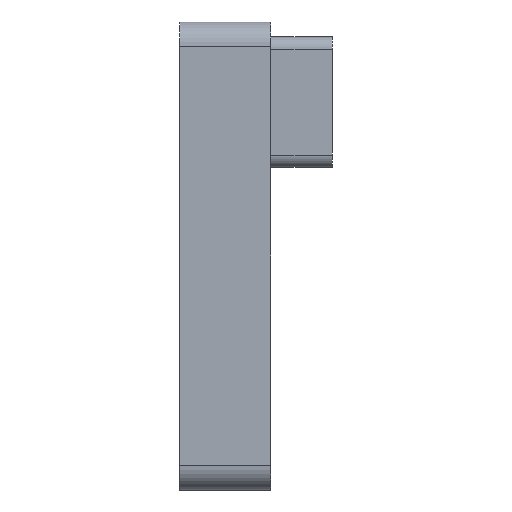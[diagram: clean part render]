
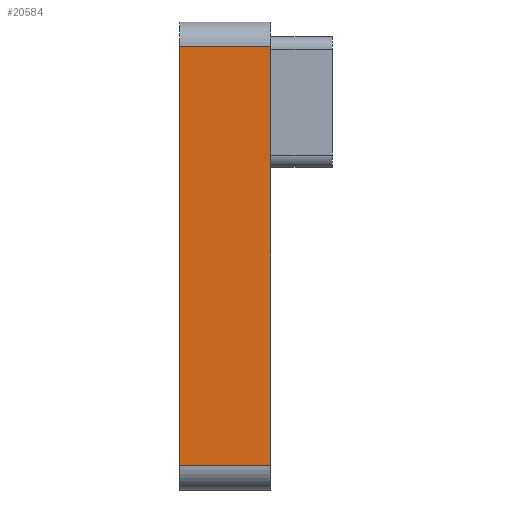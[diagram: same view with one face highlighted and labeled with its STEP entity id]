
A CAD part, front view. The second image highlights one B-rep face of the part: STEP entity #20584.
In plain terms, the highlighted planar face has unit normal (0, -1, 0).
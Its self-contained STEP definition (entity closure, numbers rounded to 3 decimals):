
#499 = CARTESIAN_POINT ( 'NONE',  ( -1.85, -15.5, -8.5 ) ) ;
#1933 = VECTOR ( 'NONE', #17564, 1000. ) ;
#2284 = PLANE ( 'NONE',  #14385 ) ;
#2439 = DIRECTION ( 'NONE',  ( 0., 0., 1. ) ) ;
#2485 = CARTESIAN_POINT ( 'NONE',  ( 1.85, -15.5, 8.5 ) ) ;
#2895 = CARTESIAN_POINT ( 'NONE',  ( -1.85, -15.5, 8.5 ) ) ;
#4426 = VECTOR ( 'NONE', #5952, 1000. ) ;
#4449 = VERTEX_POINT ( 'NONE', #20599 ) ;
#4922 = LINE ( 'NONE', #2485, #4426 ) ;
#5088 = LINE ( 'NONE', #11078, #1933 ) ;
#5406 = EDGE_LOOP ( 'NONE', ( #7215, #12790, #15744, #15206 ) ) ;
#5952 = DIRECTION ( 'NONE',  ( 0., 0., -1. ) ) ;
#7215 = ORIENTED_EDGE ( 'NONE', *, *, #8342, .T. ) ;
#7529 = LINE ( 'NONE', #2895, #12842 ) ;
#8342 = EDGE_CURVE ( 'NONE', #4449, #18307, #7529, .T. ) ;
#9135 = VERTEX_POINT ( 'NONE', #11388 ) ;
#9284 = VECTOR ( 'NONE', #20565, 1000. ) ;
#10410 = CARTESIAN_POINT ( 'NONE',  ( 1.85, -15.5, -8.5 ) ) ;
#11078 = CARTESIAN_POINT ( 'NONE',  ( 1.85, -15.5, 8.5 ) ) ;
#11388 = CARTESIAN_POINT ( 'NONE',  ( 1.85, -15.5, 8.5 ) ) ;
#11451 = EDGE_CURVE ( 'NONE', #9135, #4449, #5088, .T. ) ;
#12074 = CARTESIAN_POINT ( 'NONE',  ( 1.85, -15.5, -8.5 ) ) ;
#12790 = ORIENTED_EDGE ( 'NONE', *, *, #12881, .F. ) ;
#12842 = VECTOR ( 'NONE', #21537, 1000. ) ;
#12881 = EDGE_CURVE ( 'NONE', #18756, #18307, #16932, .T. ) ;
#14023 = CARTESIAN_POINT ( 'NONE',  ( 1.85, -15.5, 8.5 ) ) ;
#14385 = AXIS2_PLACEMENT_3D ( 'NONE', #14023, #19132, #2439 ) ;
#15206 = ORIENTED_EDGE ( 'NONE', *, *, #11451, .T. ) ;
#15744 = ORIENTED_EDGE ( 'NONE', *, *, #20942, .F. ) ;
#16932 = LINE ( 'NONE', #12074, #9284 ) ;
#17564 = DIRECTION ( 'NONE',  ( -1., 0., 0. ) ) ;
#18307 = VERTEX_POINT ( 'NONE', #499 ) ;
#18756 = VERTEX_POINT ( 'NONE', #10410 ) ;
#19132 = DIRECTION ( 'NONE',  ( 0., 1., 0. ) ) ;
#20565 = DIRECTION ( 'NONE',  ( -1., 0., 0. ) ) ;
#20584 = ADVANCED_FACE ( 'NONE', ( #21054 ), #2284, .F. ) ;
#20599 = CARTESIAN_POINT ( 'NONE',  ( -1.85, -15.5, 8.5 ) ) ;
#20942 = EDGE_CURVE ( 'NONE', #9135, #18756, #4922, .T. ) ;
#21054 = FACE_OUTER_BOUND ( 'NONE', #5406, .T. ) ;
#21537 = DIRECTION ( 'NONE',  ( 0., 0., -1. ) ) ;
